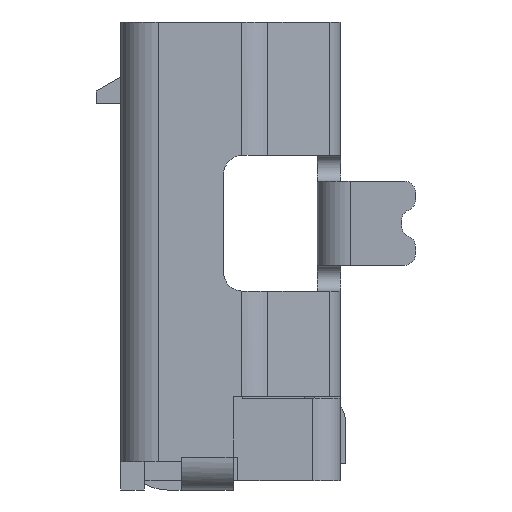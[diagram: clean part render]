
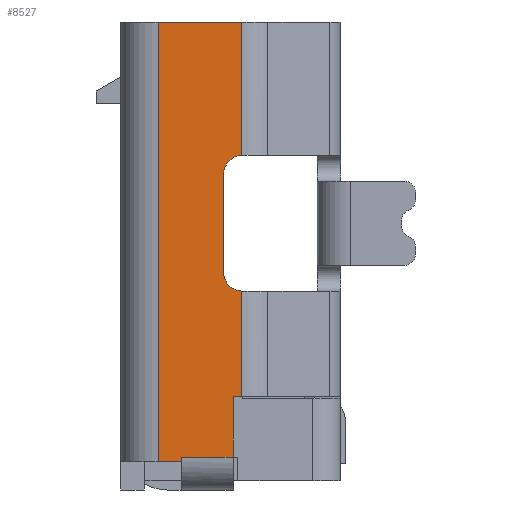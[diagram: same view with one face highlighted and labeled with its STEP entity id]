
A CAD part, left-side view. The second image highlights one B-rep face of the part: STEP entity #8527.
In plain terms, the highlighted planar face has unit normal (-1, 0, 0).
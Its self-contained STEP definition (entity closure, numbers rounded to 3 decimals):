
#752=DIRECTION('',(0.,-1.,0.));
#753=VECTOR('',#752,0.088);
#754=CARTESIAN_POINT('',(-0.27,1.15,-3.2));
#755=LINE('',#754,#753);
#832=DIRECTION('',(0.,0.,1.));
#833=VECTOR('',#832,1.125);
#834=CARTESIAN_POINT('',(-0.27,1.062,-3.2));
#835=LINE('',#834,#833);
#844=CARTESIAN_POINT('',(-0.27,1.05,-0.825));
#845=DIRECTION('',(-1.,0.,0.));
#846=DIRECTION('',(0.,0.061,0.998));
#847=AXIS2_PLACEMENT_3D('',#844,#845,#846);
#849=CARTESIAN_POINT('',(-0.27,1.05,-1.875));
#850=DIRECTION('',(-1.,0.,0.));
#851=DIRECTION('',(0.,1.,0.));
#852=AXIS2_PLACEMENT_3D('',#849,#850,#851);
#858=DIRECTION('',(0.,-1.,0.));
#859=VECTOR('',#858,0.55);
#860=CARTESIAN_POINT('',(-0.27,1.7,-3.85));
#861=LINE('',#860,#859);
#867=DIRECTION('',(0.,0.,1.));
#868=VECTOR('',#867,0.65);
#869=CARTESIAN_POINT('',(-0.27,1.15,-3.85));
#870=LINE('',#869,#868);
#974=DIRECTION('',(0.,-1.,0.));
#975=VECTOR('',#974,0.25);
#976=CARTESIAN_POINT('',(-0.27,1.95,-3.9));
#977=LINE('',#976,#975);
#982=DIRECTION('',(0.,0.,1.));
#983=VECTOR('',#982,0.05);
#984=CARTESIAN_POINT('',(-0.27,1.7,-3.9));
#985=LINE('',#984,#983);
#1091=DIRECTION('',(0.,0.,1.));
#1092=VECTOR('',#1091,1.425);
#1093=CARTESIAN_POINT('',(-0.27,1.062,-0.625));
#1094=LINE('',#1093,#1092);
#1140=DIRECTION('',(0.,1.,0.));
#1141=VECTOR('',#1140,0.888);
#1142=CARTESIAN_POINT('',(-0.27,1.062,0.8));
#1143=LINE('',#1142,#1141);
#2836=DIRECTION('',(0.,0.,-1.));
#2837=VECTOR('',#2836,4.7);
#2838=CARTESIAN_POINT('',(-0.27,1.95,0.8));
#2839=LINE('',#2838,#2837);
#3453=DIRECTION('',(0.,0.,1.));
#3454=VECTOR('',#3453,1.05);
#3455=CARTESIAN_POINT('',(-0.27,1.25,-1.875));
#3456=LINE('',#3455,#3454);
#7188=CARTESIAN_POINT('',(-0.27,1.062,0.8));
#7189=VERTEX_POINT('',#7188);
#7190=CARTESIAN_POINT('',(-0.27,1.95,0.8));
#7191=VERTEX_POINT('',#7190);
#7213=CARTESIAN_POINT('',(-0.27,1.7,-3.9));
#7215=VERTEX_POINT('',#7213);
#7218=CARTESIAN_POINT('',(-0.27,1.95,-3.9));
#7219=VERTEX_POINT('',#7218);
#7220=CARTESIAN_POINT('',(-0.27,1.7,-3.85));
#7221=VERTEX_POINT('',#7220);
#7222=CARTESIAN_POINT('',(-0.27,1.15,-3.85));
#7223=VERTEX_POINT('',#7222);
#7224=CARTESIAN_POINT('',(-0.27,1.062,-0.625));
#7225=VERTEX_POINT('',#7224);
#7226=CARTESIAN_POINT('',(-0.27,1.25,-0.825));
#7227=VERTEX_POINT('',#7226);
#7228=CARTESIAN_POINT('',(-0.27,1.25,-1.875));
#7229=VERTEX_POINT('',#7228);
#7230=CARTESIAN_POINT('',(-0.27,1.062,-2.075));
#7231=VERTEX_POINT('',#7230);
#7232=CARTESIAN_POINT('',(-0.27,1.062,-3.2));
#7233=VERTEX_POINT('',#7232);
#7234=CARTESIAN_POINT('',(-0.27,1.15,-3.2));
#7235=VERTEX_POINT('',#7234);
#8499=CARTESIAN_POINT('',(-0.27,1.506,-1.55));
#8500=DIRECTION('',(1.,0.,0.));
#8501=DIRECTION('',(0.,-1.,0.));
#8502=AXIS2_PLACEMENT_3D('',#8499,#8500,#8501);
#8503=PLANE('',#8502);
#8505=ORIENTED_EDGE('',*,*,#8504,.F.);
#8507=ORIENTED_EDGE('',*,*,#8506,.F.);
#8509=ORIENTED_EDGE('',*,*,#8508,.F.);
#8511=ORIENTED_EDGE('',*,*,#8510,.F.);
#8513=ORIENTED_EDGE('',*,*,#8512,.F.);
#8515=ORIENTED_EDGE('',*,*,#8514,.F.);
#8517=ORIENTED_EDGE('',*,*,#8516,.T.);
#8519=ORIENTED_EDGE('',*,*,#8518,.F.);
#8520=ORIENTED_EDGE('',*,*,#8448,.T.);
#8521=ORIENTED_EDGE('',*,*,#8469,.F.);
#8522=ORIENTED_EDGE('',*,*,#8391,.F.);
#8524=ORIENTED_EDGE('',*,*,#8523,.F.);
#8525=EDGE_LOOP('',(#8505,#8507,#8509,#8511,#8513,#8515,#8517,#8519,#8520,#8521,
#8522,#8524));
#8526=FACE_OUTER_BOUND('',#8525,.F.);
#848=CIRCLE('',#847,0.2);
#853=CIRCLE('',#852,0.2);
#8391=EDGE_CURVE('',#7235,#7233,#755,.T.);
#8448=EDGE_CURVE('',#7229,#7231,#853,.T.);
#8469=EDGE_CURVE('',#7233,#7231,#835,.T.);
#8504=EDGE_CURVE('',#7221,#7223,#861,.T.);
#8506=EDGE_CURVE('',#7215,#7221,#985,.T.);
#8508=EDGE_CURVE('',#7219,#7215,#977,.T.);
#8510=EDGE_CURVE('',#7191,#7219,#2839,.T.);
#8512=EDGE_CURVE('',#7189,#7191,#1143,.T.);
#8514=EDGE_CURVE('',#7225,#7189,#1094,.T.);
#8516=EDGE_CURVE('',#7225,#7227,#848,.T.);
#8518=EDGE_CURVE('',#7229,#7227,#3456,.T.);
#8523=EDGE_CURVE('',#7223,#7235,#870,.T.);
#8527=ADVANCED_FACE('',(#8526),#8503,.F.);
